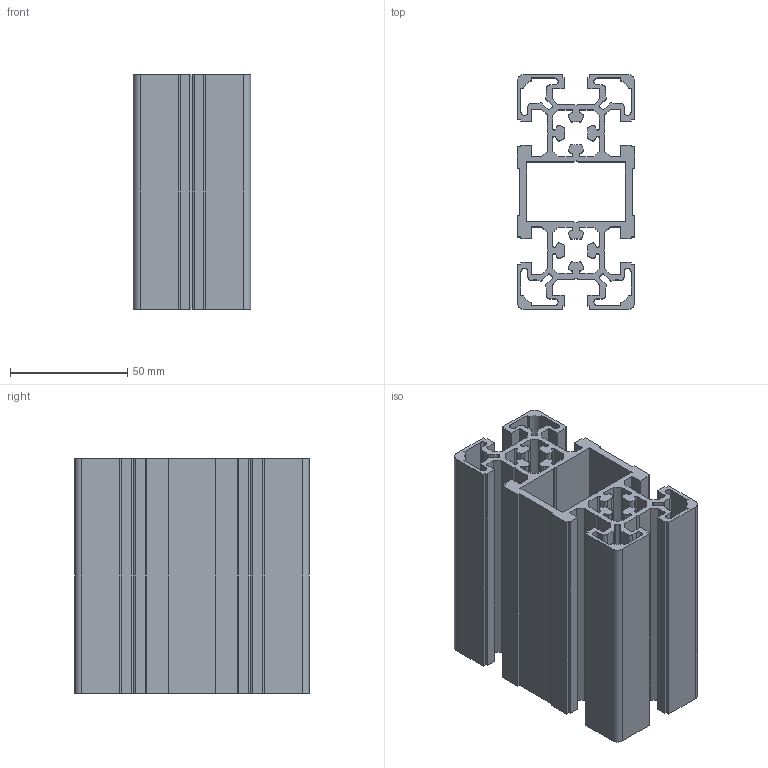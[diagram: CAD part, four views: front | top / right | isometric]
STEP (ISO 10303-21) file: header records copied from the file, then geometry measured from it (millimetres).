
FILE_DESCRIPTION (( 'STEP AP214' ), '1' );
FILE_NAME ('A04-2 (50x100)-STEP.STEP', '2017-04-01T17:49:27', ( 'Advo' ), ( '' ), 'SwSTEP 2.0', 'SolidWorks 2012', '' );
FILE_SCHEMA (( 'AUTOMOTIVE_DESIGN' ));
Length unit declared in the file: millimetre
Products named in the file (1): A04-2 (50x100)-STEP
Bounding box: 50 x 100 x 100 mm (x, y, z)
Volume: 156240.4 mm3; surface area: 124300 mm2
Topology: 1 solids, 1 shells, 382 faces, 1140 edges, 760 vertices
Faces by surface type: plane 206, cylinder 176
Entity records: 12978 total; most frequent: CARTESIAN_POINT 2283, ORIENTED_EDGE 2280, DIRECTION 2258, EDGE_CURVE 1140, LINE 788, VECTOR 788, VERTEX_POINT 760, AXIS2_PLACEMENT_3D 735
